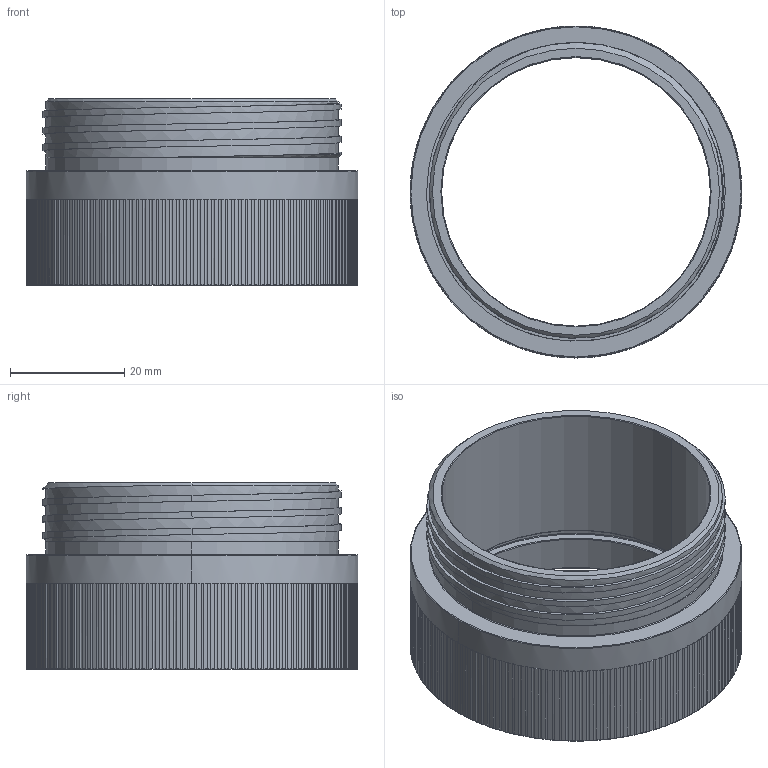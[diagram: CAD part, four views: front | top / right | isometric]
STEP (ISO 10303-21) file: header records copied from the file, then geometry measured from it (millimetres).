
FILE_DESCRIPTION (( 'STEP AP214' ), '1' );
FILE_NAME ('300-00-063.STEP', '2020-11-11T14:50:02', ( '' ), ( '' ), 'SwSTEP 2.0', 'SolidWorks 2020', '' );
FILE_SCHEMA (( 'AUTOMOTIVE_DESIGN' ));
Length unit declared in the file: inch
Products named in the file (1): 300-00-063
Bounding box: 58.01 x 58.01 x 32.59 mm (x, y, z)
Volume: 22021.3 mm3; surface area: 13357.4 mm2
Topology: 1 solids, 1 shells, 692 faces, 1740 edges, 1053 vertices
Faces by surface type: cylinder 361, plane 305, torus 18, cone 5, bspline 3
Entity records: 23663 total; most frequent: CARTESIAN_POINT 6537, DIRECTION 4059, ORIENTED_EDGE 3480, AXIS2_PLACEMENT_3D 1847, EDGE_CURVE 1740, CIRCLE 1157, VERTEX_POINT 1053, EDGE_LOOP 697
